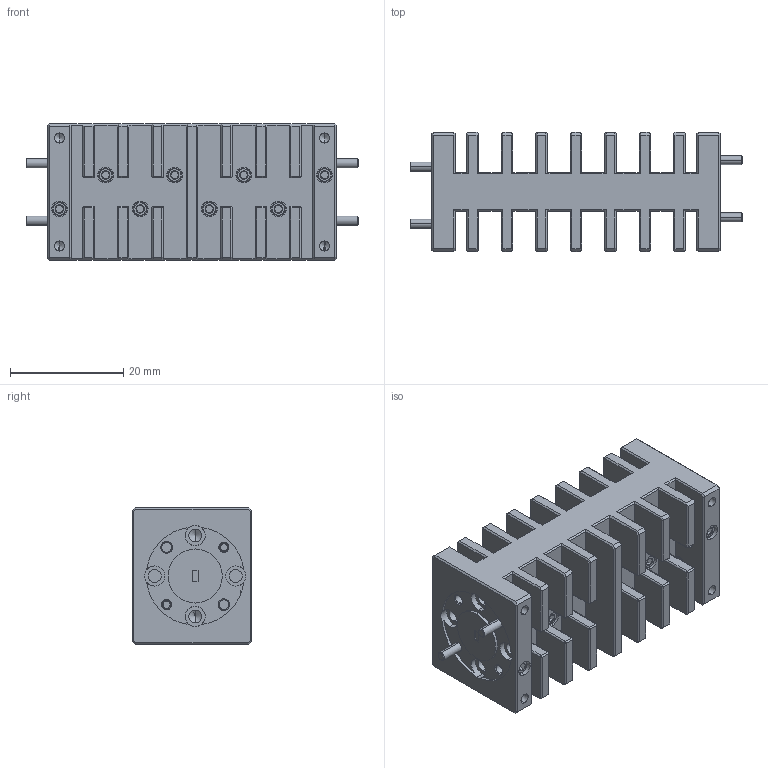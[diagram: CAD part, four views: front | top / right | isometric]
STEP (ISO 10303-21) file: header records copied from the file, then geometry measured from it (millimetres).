
FILE_DESCRIPTION (( 'STEP AP203' ), '1' );
FILE_NAME ('TA-FF-A-2.0.STEP', '2025-07-18T17:36:24', ( '' ), ( '' ), 'SwSTEP 2.0', 'SolidWorks 2021', '' );
FILE_SCHEMA (( 'CONFIG_CONTROL_DESIGN' ));
Length unit declared in the file: inch
Products named in the file (1): TA-FF-A-2.0
Bounding box: 58.55 x 21.06 x 24.13 mm (x, y, z)
Volume: 14569.1 mm3; surface area: 10979.1 mm2
Topology: 21 solids, 21 shells, 1108 faces, 2436 edges, 1364 vertices
Faces by surface type: plane 600, cone 280, cylinder 228
Entity records: 29527 total; most frequent: CARTESIAN_POINT 5461, DIRECTION 5150, ORIENTED_EDGE 4728, EDGE_CURVE 2364, AXIS2_PLACEMENT_3D 1789, VECTOR 1572, LINE 1572, VERTEX_POINT 1364
